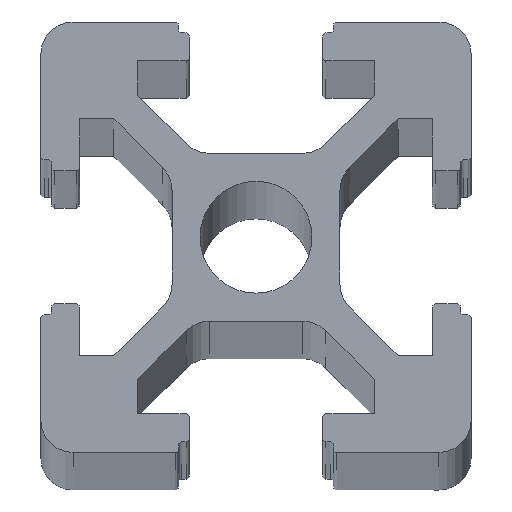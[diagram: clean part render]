
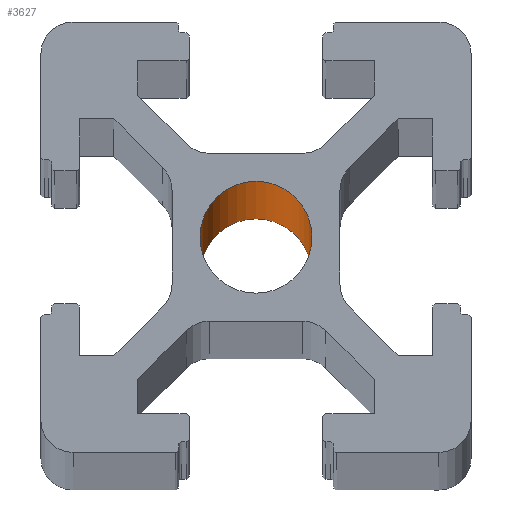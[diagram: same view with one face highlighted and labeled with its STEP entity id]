
A CAD part, top view. The second image highlights one B-rep face of the part: STEP entity #3627.
In plain terms, the highlighted cylindrical face has radius 2.6 mm (diameter 5.2 mm), a partial arc.
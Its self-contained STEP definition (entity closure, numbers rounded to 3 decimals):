
#70 = CYLINDRICAL_SURFACE ( 'NONE', #2097, 2.6 ) ;
#140 = CARTESIAN_POINT ( 'NONE',  ( 0., 0., 1000. ) ) ;
#141 = DIRECTION ( 'NONE',  ( 1., 0., 0. ) ) ;
#172 = ORIENTED_EDGE ( 'NONE', *, *, #1493, .T. ) ;
#216 = CARTESIAN_POINT ( 'NONE',  ( -2.6, 0., 1000. ) ) ;
#279 = EDGE_CURVE ( 'NONE', #3698, #529, #2667, .T. ) ;
#350 = DIRECTION ( 'NONE',  ( -1., 0., 0. ) ) ;
#368 = FACE_OUTER_BOUND ( 'NONE', #2711, .T. ) ;
#440 = DIRECTION ( 'NONE',  ( 0., 0., 1. ) ) ;
#529 = VERTEX_POINT ( 'NONE', #2638 ) ;
#636 = CARTESIAN_POINT ( 'NONE',  ( 0., 0., 1000. ) ) ;
#969 = VERTEX_POINT ( 'NONE', #1463 ) ;
#1063 = LINE ( 'NONE', #1931, #1419 ) ;
#1147 = ORIENTED_EDGE ( 'NONE', *, *, #3040, .T. ) ;
#1199 = DIRECTION ( 'NONE',  ( 0., 0., -1. ) ) ;
#1266 = LINE ( 'NONE', #1882, #1627 ) ;
#1319 = DIRECTION ( 'NONE',  ( 0., 0., -1. ) ) ;
#1349 = AXIS2_PLACEMENT_3D ( 'NONE', #3260, #1878, #141 ) ;
#1419 = VECTOR ( 'NONE', #2193, 1000. ) ;
#1463 = CARTESIAN_POINT ( 'NONE',  ( 2.6, 0., 1000. ) ) ;
#1493 = EDGE_CURVE ( 'NONE', #3523, #529, #1063, .T. ) ;
#1627 = VECTOR ( 'NONE', #1319, 1000. ) ;
#1878 = DIRECTION ( 'NONE',  ( 0., 0., 1. ) ) ;
#1882 = CARTESIAN_POINT ( 'NONE',  ( 2.6, 0., 1000. ) ) ;
#1931 = CARTESIAN_POINT ( 'NONE',  ( -2.6, 0., 1000. ) ) ;
#2097 = AXIS2_PLACEMENT_3D ( 'NONE', #636, #1199, #350 ) ;
#2193 = DIRECTION ( 'NONE',  ( 0., 0., -1. ) ) ;
#2385 = DIRECTION ( 'NONE',  ( 1., 0., 0. ) ) ;
#2585 = AXIS2_PLACEMENT_3D ( 'NONE', #140, #440, #2385 ) ;
#2595 = EDGE_CURVE ( 'NONE', #969, #3698, #1266, .T. ) ;
#2638 = CARTESIAN_POINT ( 'NONE',  ( -2.6, 0., 0. ) ) ;
#2667 = CIRCLE ( 'NONE', #1349, 2.6 ) ;
#2711 = EDGE_LOOP ( 'NONE', ( #3226, #1147, #172, #2945 ) ) ;
#2898 = CARTESIAN_POINT ( 'NONE',  ( 2.6, 0., 0. ) ) ;
#2945 = ORIENTED_EDGE ( 'NONE', *, *, #279, .F. ) ;
#3006 = CIRCLE ( 'NONE', #2585, 2.6 ) ;
#3040 = EDGE_CURVE ( 'NONE', #969, #3523, #3006, .T. ) ;
#3226 = ORIENTED_EDGE ( 'NONE', *, *, #2595, .F. ) ;
#3260 = CARTESIAN_POINT ( 'NONE',  ( 0., 0., 0. ) ) ;
#3523 = VERTEX_POINT ( 'NONE', #216 ) ;
#3627 = ADVANCED_FACE ( 'NONE', ( #368 ), #70, .F. ) ;
#3698 = VERTEX_POINT ( 'NONE', #2898 ) ;
